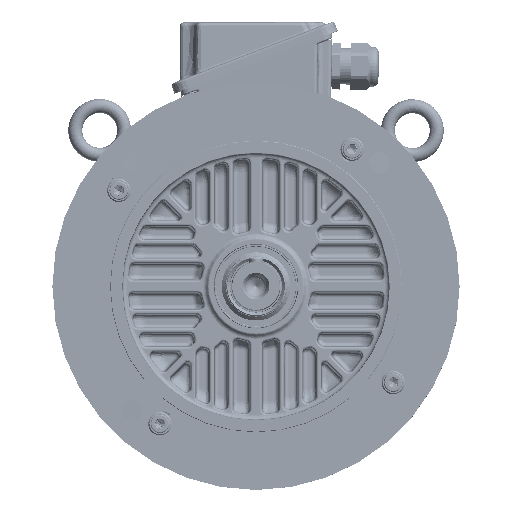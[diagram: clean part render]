
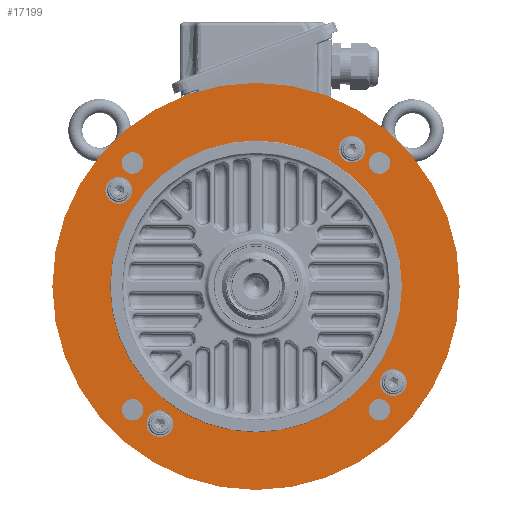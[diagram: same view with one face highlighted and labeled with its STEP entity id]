
A CAD part, top view. The second image highlights one B-rep face of the part: STEP entity #17199.
In plain terms, the highlighted planar face has unit normal (0, 0, 1).
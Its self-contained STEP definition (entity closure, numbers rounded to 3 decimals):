
#6701=FACE_BOUND('',#29251,.T.);
#6702=FACE_BOUND('',#29252,.T.);
#6703=FACE_BOUND('',#29253,.T.);
#6704=FACE_BOUND('',#29254,.T.);
#6705=FACE_BOUND('',#29255,.T.);
#6706=FACE_BOUND('',#29256,.T.);
#6707=FACE_BOUND('',#29257,.T.);
#6708=FACE_BOUND('',#29258,.T.);
#6709=FACE_BOUND('',#29259,.T.);
#6710=FACE_BOUND('',#29260,.T.);
#11811=CIRCLE('',#101882,125.4);
#11823=CIRCLE('',#101896,9.25);
#11824=CIRCLE('',#101898,9.25);
#11825=CIRCLE('',#101900,9.25);
#11826=CIRCLE('',#101902,9.25);
#11827=CIRCLE('',#101904,11.5);
#11829=CIRCLE('',#101908,175.);
#11830=CIRCLE('',#101910,11.5);
#11831=CIRCLE('',#101911,11.5);
#11832=CIRCLE('',#101912,11.5);
#17199=ADVANCED_FACE('',(#6701,#6702,#6703,#6704,#6705,#6706,#6707,#6708,
#6709,#6710),#18256,.F.);
#18256=PLANE('',#101913);
#29251=EDGE_LOOP('',(#59730));
#29252=EDGE_LOOP('',(#59731));
#29253=EDGE_LOOP('',(#59732));
#29254=EDGE_LOOP('',(#59733));
#29255=EDGE_LOOP('',(#59734));
#29256=EDGE_LOOP('',(#59735));
#29257=EDGE_LOOP('',(#59736));
#29258=EDGE_LOOP('',(#59737));
#29259=EDGE_LOOP('',(#59738));
#29260=EDGE_LOOP('',(#59739));
#59730=ORIENTED_EDGE('',*,*,#84288,.T.);
#59731=ORIENTED_EDGE('',*,*,#84289,.T.);
#59732=ORIENTED_EDGE('',*,*,#84290,.T.);
#59733=ORIENTED_EDGE('',*,*,#84291,.T.);
#59734=ORIENTED_EDGE('',*,*,#84292,.T.);
#59735=ORIENTED_EDGE('',*,*,#84295,.T.);
#59736=ORIENTED_EDGE('',*,*,#84296,.T.);
#59737=ORIENTED_EDGE('',*,*,#84297,.T.);
#59738=ORIENTED_EDGE('',*,*,#84276,.T.);
#59739=ORIENTED_EDGE('',*,*,#84294,.T.);
#69409=VERTEX_POINT('',#214689);
#69416=VERTEX_POINT('',#214710);
#69417=VERTEX_POINT('',#214713);
#69418=VERTEX_POINT('',#214716);
#69419=VERTEX_POINT('',#214719);
#69420=VERTEX_POINT('',#214722);
#69422=VERTEX_POINT('',#214728);
#69423=VERTEX_POINT('',#214731);
#69424=VERTEX_POINT('',#214733);
#69425=VERTEX_POINT('',#214735);
#84276=EDGE_CURVE('',#69409,#69409,#11811,.T.);
#84288=EDGE_CURVE('',#69416,#69416,#11823,.T.);
#84289=EDGE_CURVE('',#69417,#69417,#11824,.T.);
#84290=EDGE_CURVE('',#69418,#69418,#11825,.T.);
#84291=EDGE_CURVE('',#69419,#69419,#11826,.T.);
#84292=EDGE_CURVE('',#69420,#69420,#11827,.T.);
#84294=EDGE_CURVE('',#69422,#69422,#11829,.T.);
#84295=EDGE_CURVE('',#69423,#69423,#11830,.T.);
#84296=EDGE_CURVE('',#69424,#69424,#11831,.T.);
#84297=EDGE_CURVE('',#69425,#69425,#11832,.T.);
#101882=AXIS2_PLACEMENT_3D('',#214688,#124414,#124415);
#101896=AXIS2_PLACEMENT_3D('',#214709,#124442,#124443);
#101898=AXIS2_PLACEMENT_3D('',#214712,#124446,#124447);
#101900=AXIS2_PLACEMENT_3D('',#214715,#124450,#124451);
#101902=AXIS2_PLACEMENT_3D('',#214718,#124454,#124455);
#101904=AXIS2_PLACEMENT_3D('',#214721,#124458,#124459);
#101908=AXIS2_PLACEMENT_3D('',#214727,#124466,#124467);
#101910=AXIS2_PLACEMENT_3D('',#214730,#124470,#124471);
#101911=AXIS2_PLACEMENT_3D('',#214732,#124472,#124473);
#101912=AXIS2_PLACEMENT_3D('',#214734,#124474,#124475);
#101913=AXIS2_PLACEMENT_3D('',#214736,#124476,#124477);
#124414=DIRECTION('',(0.,0.,-1.));
#124415=DIRECTION('',(-1.,0.,0.));
#124442=DIRECTION('',(0.,0.,-1.));
#124443=DIRECTION('',(-1.,0.,0.));
#124446=DIRECTION('',(0.,0.,-1.));
#124447=DIRECTION('',(-1.,0.,0.));
#124450=DIRECTION('',(0.,0.,-1.));
#124451=DIRECTION('',(-1.,0.,0.));
#124454=DIRECTION('',(0.,0.,-1.));
#124455=DIRECTION('',(-1.,0.,0.));
#124458=DIRECTION('',(0.,0.,-1.));
#124459=DIRECTION('',(-1.,0.,0.));
#124466=DIRECTION('',(0.,0.,1.));
#124467=DIRECTION('',(-1.,0.,0.));
#124470=DIRECTION('',(0.,0.,-1.));
#124471=DIRECTION('',(-1.,0.,0.));
#124472=DIRECTION('',(0.,0.,-1.));
#124473=DIRECTION('',(-1.,0.,0.));
#124474=DIRECTION('',(0.,0.,-1.));
#124475=DIRECTION('',(-1.,0.,0.));
#124476=DIRECTION('',(0.,0.,-1.));
#124477=DIRECTION('',(-1.,0.,0.));
#214688=CARTESIAN_POINT('',(0.,0.,0.));
#214689=CARTESIAN_POINT('',(-125.4,0.,0.));
#214709=CARTESIAN_POINT('',(106.066,-106.066,0.));
#214710=CARTESIAN_POINT('',(96.816,-106.066,0.));
#214712=CARTESIAN_POINT('',(-106.066,-106.066,0.));
#214713=CARTESIAN_POINT('',(-115.316,-106.066,0.));
#214715=CARTESIAN_POINT('',(-106.066,106.066,0.));
#214716=CARTESIAN_POINT('',(-115.316,106.066,0.));
#214718=CARTESIAN_POINT('',(106.066,106.066,0.));
#214719=CARTESIAN_POINT('',(96.816,106.066,0.));
#214721=CARTESIAN_POINT('',(117.958,-82.595,0.));
#214722=CARTESIAN_POINT('',(106.458,-82.595,0.));
#214727=CARTESIAN_POINT('',(0.,0.,0.));
#214728=CARTESIAN_POINT('',(-175.,0.,0.));
#214730=CARTESIAN_POINT('',(-82.595,-117.958,0.));
#214731=CARTESIAN_POINT('',(-94.095,-117.958,0.));
#214732=CARTESIAN_POINT('',(-117.958,82.595,0.));
#214733=CARTESIAN_POINT('',(-129.458,82.595,0.));
#214734=CARTESIAN_POINT('',(82.595,117.958,0.));
#214735=CARTESIAN_POINT('',(71.095,117.958,0.));
#214736=CARTESIAN_POINT('',(0.,125.,0.));
